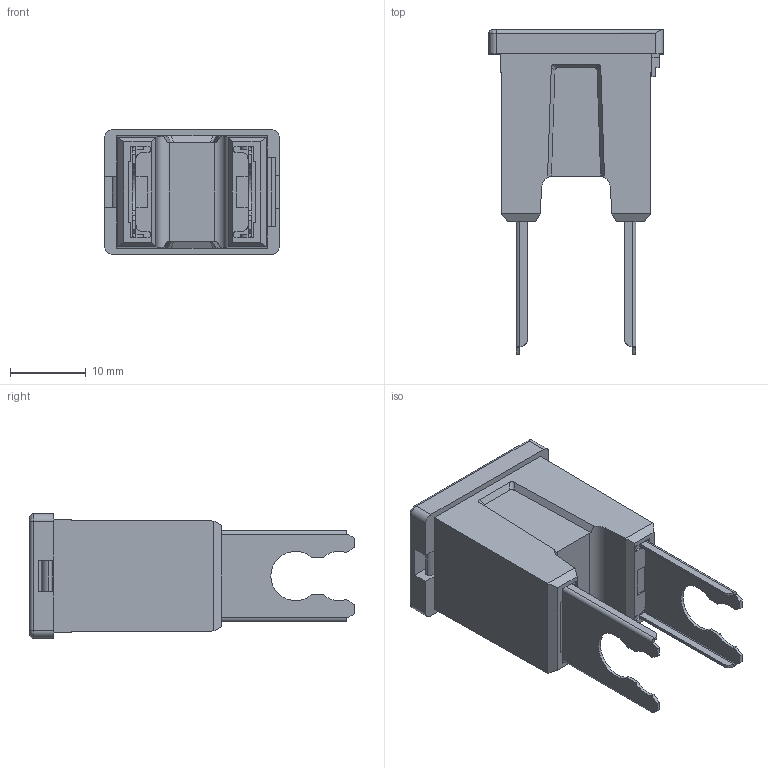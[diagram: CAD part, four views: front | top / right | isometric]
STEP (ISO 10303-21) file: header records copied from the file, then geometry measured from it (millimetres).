
FILE_DESCRIPTION(/* description */ (''),/* implementation_level */ '2;1');
FILE_NAME(/* name */ 'PAL FUSE 32V DC 294 SERIES 0294000.MXJ.stp',/* time_stamp */ '2023-01-27T10:37:01-06:00',/* author */ (''),/* organization */ (''),/* preprocessor_version */ 'ST-DEVELOPER v18.1',/* originating_system */ 'SIEMENS PLM Software NX 1957',/* authorisation */ '');
FILE_SCHEMA (('AUTOMOTIVE_DESIGN { 1 0 10303 214 3 1 1 1 }'));
Length unit declared in the file: millimetre
Products named in the file (1): OPLa3C3C225424rl
Bounding box: 23 x 42.8 x 16.4 mm (x, y, z)
Volume: 6723.5 mm3; surface area: 3618 mm2
Topology: 1 solids, 1 shells, 227 faces, 618 edges, 392 vertices
Faces by surface type: plane 165, cylinder 54, cone 4, sphere 2, bspline 1, torus 1
Entity records: 7145 total; most frequent: CARTESIAN_POINT 1299, ORIENTED_EDGE 1232, DIRECTION 1172, EDGE_CURVE 616, LINE 486, VECTOR 486, VERTEX_POINT 392, AXIS2_PLACEMENT_3D 343
